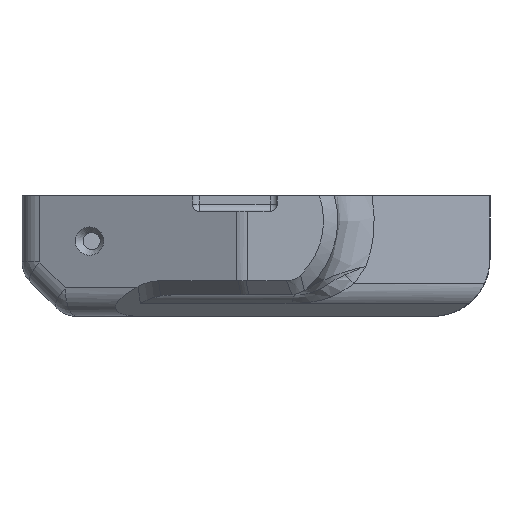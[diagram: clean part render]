
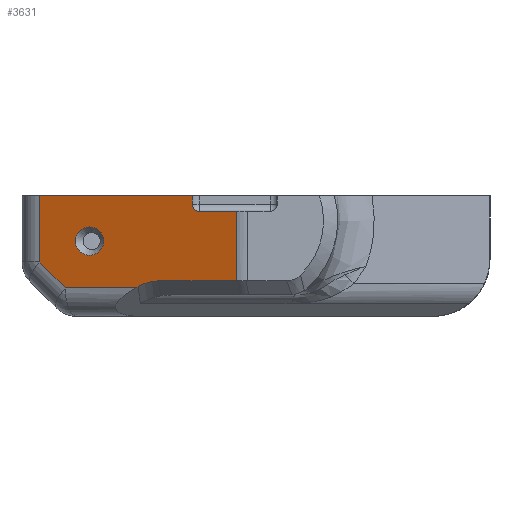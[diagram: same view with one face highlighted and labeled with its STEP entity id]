
A CAD part, front view. The second image highlights one B-rep face of the part: STEP entity #3631.
In plain terms, the highlighted planar face has unit normal (-0.387, -0.922, 0).
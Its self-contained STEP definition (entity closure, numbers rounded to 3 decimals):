
#335=CARTESIAN_POINT('',(-1.547,-4.029,0.));
#336=VERTEX_POINT('',#335);
#344=CARTESIAN_POINT('',(20.,-13.065,-0.));
#345=VERTEX_POINT('',#344);
#346=CARTESIAN_POINT('',(-1.547,-4.029,-0.));
#347=DIRECTION('',(0.922,-0.387,0.));
#348=VECTOR('',#347,23.365);
#349=LINE('',#346,#348);
#350=EDGE_CURVE('',#336,#345,#349,.T.);
#3503=CARTESIAN_POINT('',(11.5,-9.5,7.));
#3504=DIRECTION('',(-0.387,-0.922,0.));
#3505=DIRECTION('',(0.922,-0.387,0.));
#3506=AXIS2_PLACEMENT_3D('',#3503,#3504,#3505);
#3507=PLANE('',#3506);
#3508=CARTESIAN_POINT('',(20.,-13.065,-1.2));
#3509=VERTEX_POINT('',#3508);
#3510=CARTESIAN_POINT('',(20.,-13.065,-0.));
#3511=DIRECTION('',(-0.,-0.,-1.));
#3512=VECTOR('',#3511,1.2);
#3513=LINE('',#3510,#3512);
#3514=EDGE_CURVE('',#345,#3509,#3513,.T.);
#3515=ORIENTED_EDGE('',*,*,#3514,.F.);
#3516=ORIENTED_EDGE('',*,*,#350,.F.);
#3517=CARTESIAN_POINT('',(-1.547,-4.029,-9.343));
#3518=VERTEX_POINT('',#3517);
#3519=CARTESIAN_POINT('',(-1.547,-4.029,0.));
#3520=DIRECTION('',(0.,0.,-1.));
#3521=VECTOR('',#3520,9.343);
#3522=LINE('',#3519,#3521);
#3523=EDGE_CURVE('',#336,#3518,#3522,.T.);
#3524=ORIENTED_EDGE('',*,*,#3523,.T.);
#3525=CARTESIAN_POINT('',(2.11,-5.562,-13.));
#3526=VERTEX_POINT('',#3525);
#3527=CARTESIAN_POINT('',(-1.547,-4.029,-9.343));
#3528=DIRECTION('',(0.678,-0.284,-0.678));
#3529=VECTOR('',#3528,5.394);
#3530=LINE('',#3527,#3529);
#3531=EDGE_CURVE('',#3518,#3526,#3530,.T.);
#3532=ORIENTED_EDGE('',*,*,#3531,.T.);
#3533=CARTESIAN_POINT('',(12.026,-9.721,-13.));
#3534=VERTEX_POINT('',#3533);
#3535=CARTESIAN_POINT('',(2.11,-5.562,-13.));
#3536=DIRECTION('',(0.922,-0.387,-0.));
#3537=VECTOR('',#3536,10.753);
#3538=LINE('',#3535,#3537);
#3539=EDGE_CURVE('',#3526,#3534,#3538,.T.);
#3540=ORIENTED_EDGE('',*,*,#3539,.T.);
#3541=CARTESIAN_POINT('',(12.382,-9.87,-12.802));
#3542=VERTEX_POINT('',#3541);
#3543=CARTESIAN_POINT('',(12.026,-9.721,-13.));
#3544=DIRECTION('',(0.82,-0.344,0.457));
#3545=VECTOR('',#3544,0.434);
#3546=LINE('',#3543,#3545);
#3547=EDGE_CURVE('',#3534,#3542,#3546,.T.);
#3548=ORIENTED_EDGE('',*,*,#3547,.T.);
#3549=CARTESIAN_POINT('',(15.264,-11.078,-12.));
#3550=VERTEX_POINT('',#3549);
#3551=CARTESIAN_POINT('',(13.823,-10.474,-23.314));
#3552=DIRECTION('',(0.387,0.922,-0.));
#3553=DIRECTION('',(0.246,-0.103,0.964));
#3554=AXIS2_PLACEMENT_3D('',#3551,#3552,#3553);
#3555=ELLIPSE('',#3554,11.527,8.);
#3556=EDGE_CURVE('',#3542,#3550,#3555,.T.);
#3557=ORIENTED_EDGE('',*,*,#3556,.T.);
#3558=CARTESIAN_POINT('',(26.258,-15.689,-12.));
#3559=VERTEX_POINT('',#3558);
#3560=CARTESIAN_POINT('',(15.264,-11.078,-12.));
#3561=DIRECTION('',(0.922,-0.387,0.));
#3562=VECTOR('',#3561,11.922);
#3563=LINE('',#3560,#3562);
#3564=EDGE_CURVE('',#3550,#3559,#3563,.T.);
#3565=ORIENTED_EDGE('',*,*,#3564,.T.);
#3566=CARTESIAN_POINT('',(26.258,-15.689,-2.2));
#3567=VERTEX_POINT('',#3566);
#3568=CARTESIAN_POINT('',(26.258,-15.689,-12.));
#3569=DIRECTION('',(-0.,-0.,1.));
#3570=VECTOR('',#3569,9.8);
#3571=LINE('',#3568,#3570);
#3572=EDGE_CURVE('',#3559,#3567,#3571,.T.);
#3573=ORIENTED_EDGE('',*,*,#3572,.T.);
#3574=CARTESIAN_POINT('',(21.,-13.484,-2.2));
#3575=VERTEX_POINT('',#3574);
#3576=CARTESIAN_POINT('',(21.,-13.484,-2.2));
#3577=DIRECTION('',(0.922,-0.387,0.));
#3578=VECTOR('',#3577,5.701);
#3579=LINE('',#3576,#3578);
#3580=EDGE_CURVE('',#3575,#3567,#3579,.T.);
#3581=ORIENTED_EDGE('',*,*,#3580,.F.);
#3582=CARTESIAN_POINT('',(21.,-13.484,-1.2));
#3583=DIRECTION('',(-0.387,-0.922,0.));
#3584=DIRECTION('',(0.922,-0.387,0.));
#3585=AXIS2_PLACEMENT_3D('',#3582,#3583,#3584);
#3586=ELLIPSE('',#3585,1.084,1.);
#3587=EDGE_CURVE('',#3509,#3575,#3586,.T.);
#3588=ORIENTED_EDGE('',*,*,#3587,.F.);
#3589=EDGE_LOOP('',(#3515,#3516,#3524,#3532,#3540,#3548,#3557,#3565,#3573,#3581,#3588));
#3590=FACE_BOUND('',#3589,.T.);
#3591=CARTESIAN_POINT('',(3.524,-6.155,-6.41));
#3592=VERTEX_POINT('',#3591);
#3593=CARTESIAN_POINT('',(3.524,-6.155,-6.41));
#3594=CARTESIAN_POINT('',(3.524,-6.155,-6.017));
#3595=CARTESIAN_POINT('',(3.678,-6.22,-5.645));
#3596=CARTESIAN_POINT('',(3.832,-6.284,-5.274));
#3597=CARTESIAN_POINT('',(4.11,-6.401,-4.996));
#3598=CARTESIAN_POINT('',(4.387,-6.517,-4.718));
#3599=CARTESIAN_POINT('',(4.76,-6.673,-4.564));
#3600=CARTESIAN_POINT('',(5.13,-6.829,-4.41));
#3601=CARTESIAN_POINT('',(5.524,-6.994,-4.41));
#3602=CARTESIAN_POINT('',(5.917,-7.159,-4.41));
#3603=CARTESIAN_POINT('',(6.289,-7.315,-4.564));
#3604=CARTESIAN_POINT('',(6.66,-7.47,-4.717));
#3605=CARTESIAN_POINT('',(6.939,-7.587,-4.996));
#3606=CARTESIAN_POINT('',(7.216,-7.704,-5.273));
#3607=CARTESIAN_POINT('',(7.37,-7.768,-5.645));
#3608=CARTESIAN_POINT('',(7.524,-7.833,-6.016));
#3609=CARTESIAN_POINT('',(7.524,-7.833,-6.41));
#3610=CARTESIAN_POINT('',(7.525,-7.833,-6.802));
#3611=CARTESIAN_POINT('',(7.37,-7.768,-7.174));
#3612=CARTESIAN_POINT('',(7.217,-7.704,-7.545));
#3613=CARTESIAN_POINT('',(6.939,-7.587,-7.824));
#3614=CARTESIAN_POINT('',(6.661,-7.471,-8.102));
#3615=CARTESIAN_POINT('',(6.289,-7.315,-8.256));
#3616=CARTESIAN_POINT('',(5.918,-7.159,-8.41));
#3617=CARTESIAN_POINT('',(5.524,-6.994,-8.41));
#3618=CARTESIAN_POINT('',(5.132,-6.83,-8.41));
#3619=CARTESIAN_POINT('',(4.76,-6.673,-8.256));
#3620=CARTESIAN_POINT('',(4.389,-6.518,-8.103));
#3621=CARTESIAN_POINT('',(4.11,-6.401,-7.824));
#3622=CARTESIAN_POINT('',(3.833,-6.285,-7.547));
#3623=CARTESIAN_POINT('',(3.678,-6.22,-7.174));
#3624=CARTESIAN_POINT('',(3.524,-6.155,-6.803));
#3625=CARTESIAN_POINT('',(3.524,-6.155,-6.41));
#3626=B_SPLINE_CURVE_WITH_KNOTS('',2,(#3593,#3594,#3595,#3596,#3597,#3598,#3599,#3600,#3601,#3602,#3603,#3604,#3605,#3606,#3607,#3608,#3609,#3610,#3611,#3612,#3613,#3614,#3615,#3616,#3617,#3618,
#3619,#3620,#3621,#3622,#3623,#3624,#3625),.UNSPECIFIED.,.T.,.F.,(3,2,2,2,2,2,2,2,2,2,2,2,2,2,2,2,3),(0.,0.063,0.125,0.188,0.25,0.313,0.375,0.438,0.5,0.563,0.625,0.688,0.75,0.813,0.875,0.938,1.),.UNSPECIFIED.);
#3627=EDGE_CURVE('',#3592,#3592,#3626,.T.);
#3628=ORIENTED_EDGE('',*,*,#3627,.T.);
#3629=EDGE_LOOP('',(#3628));
#3630=FACE_BOUND('',#3629,.T.);
#3631=ADVANCED_FACE('',(#3590,#3630),#3507,.T.);
